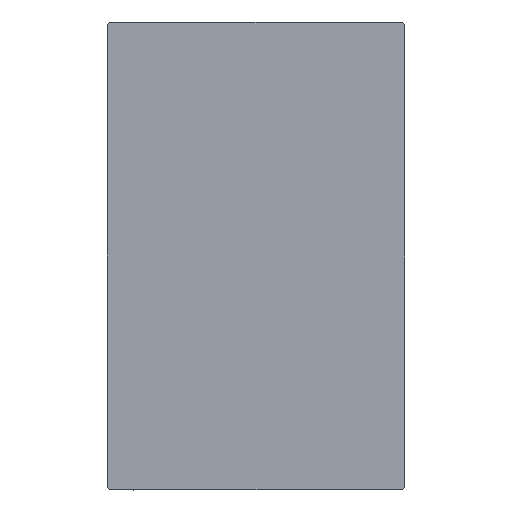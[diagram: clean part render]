
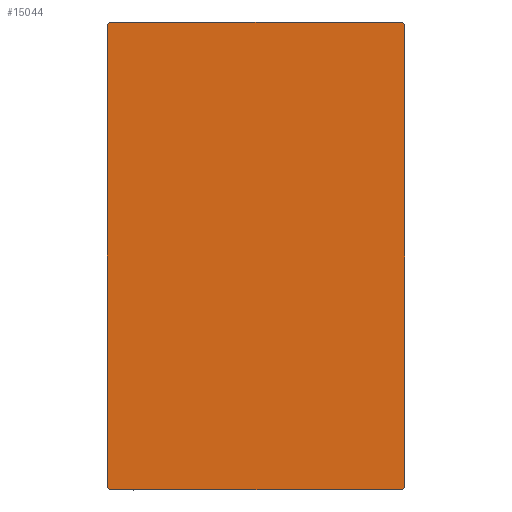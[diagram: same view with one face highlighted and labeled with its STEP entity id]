
A CAD part, left-side view. The second image highlights one B-rep face of the part: STEP entity #15044.
In plain terms, the highlighted face is planar.
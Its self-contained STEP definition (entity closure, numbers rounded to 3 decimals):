
#15 = VERTEX_POINT ( 'NONE', #30583 ) ;
#577 = DIRECTION ( 'NONE',  ( 0., 1., 0. ) ) ;
#1426 = ORIENTED_EDGE ( 'NONE', *, *, #13612, .T. ) ;
#3110 = EDGE_CURVE ( 'NONE', #23059, #30443, #36138, .T. ) ;
#3441 = VECTOR ( 'NONE', #15751, 1000. ) ;
#3876 = VERTEX_POINT ( 'NONE', #22593 ) ;
#4695 = VECTOR ( 'NONE', #29714, 1000. ) ;
#5444 = CARTESIAN_POINT ( 'NONE',  ( 76., -22.35, -22.35 ) ) ;
#6216 = CARTESIAN_POINT ( 'NONE',  ( 76., 17.5, 27.2 ) ) ;
#6323 = CARTESIAN_POINT ( 'NONE',  ( 76., 17.5, -27.5 ) ) ;
#7321 = EDGE_CURVE ( 'NONE', #33414, #21302, #12053, .T. ) ;
#7446 = ORIENTED_EDGE ( 'NONE', *, *, #3110, .T. ) ;
#7514 = AXIS2_PLACEMENT_3D ( 'NONE', #19484, #42945, #12909 ) ;
#7662 = EDGE_LOOP ( 'NONE', ( #9411, #12655, #7446, #10304, #37257, #1426, #23788, #22754 ) ) ;
#8175 = VECTOR ( 'NONE', #577, 1000. ) ;
#8548 = VECTOR ( 'NONE', #22435, 1000. ) ;
#9411 = ORIENTED_EDGE ( 'NONE', *, *, #12249, .T. ) ;
#10304 = ORIENTED_EDGE ( 'NONE', *, *, #12612, .T. ) ;
#12053 = LINE ( 'NONE', #35513, #19936 ) ;
#12249 = EDGE_CURVE ( 'NONE', #3876, #23944, #30602, .T. ) ;
#12612 = EDGE_CURVE ( 'NONE', #30443, #15, #38705, .T. ) ;
#12615 = DIRECTION ( 'NONE',  ( 0., -0.707, 0.707 ) ) ;
#12655 = ORIENTED_EDGE ( 'NONE', *, *, #35807, .T. ) ;
#12909 = DIRECTION ( 'NONE',  ( 0., 0., -1. ) ) ;
#13612 = EDGE_CURVE ( 'NONE', #32862, #33414, #20697, .T. ) ;
#15044 = ADVANCED_FACE ( 'NONE', ( #36580 ), #36795, .T. ) ;
#15567 = DIRECTION ( 'NONE',  ( 0., 0., -1. ) ) ;
#15719 = CARTESIAN_POINT ( 'NONE',  ( 76., -17.2, 27.5 ) ) ;
#15751 = DIRECTION ( 'NONE',  ( 0., 0.707, -0.707 ) ) ;
#16393 = LINE ( 'NONE', #19887, #39458 ) ;
#16791 = CARTESIAN_POINT ( 'NONE',  ( 76., -17.5, 27.2 ) ) ;
#18941 = LINE ( 'NONE', #24868, #8548 ) ;
#19484 = CARTESIAN_POINT ( 'NONE',  ( 76., 0., 0. ) ) ;
#19886 = CARTESIAN_POINT ( 'NONE',  ( 76., -17.5, -27.5 ) ) ;
#19887 = CARTESIAN_POINT ( 'NONE',  ( 76., 17.5, 27.5 ) ) ;
#19936 = VECTOR ( 'NONE', #15567, 1000. ) ;
#20697 = LINE ( 'NONE', #34079, #4695 ) ;
#21302 = VERTEX_POINT ( 'NONE', #33806 ) ;
#22435 = DIRECTION ( 'NONE',  ( 0., 0.707, 0.707 ) ) ;
#22593 = CARTESIAN_POINT ( 'NONE',  ( 76., -17.2, -27.5 ) ) ;
#22754 = ORIENTED_EDGE ( 'NONE', *, *, #23767, .T. ) ;
#23059 = VERTEX_POINT ( 'NONE', #32830 ) ;
#23767 = EDGE_CURVE ( 'NONE', #21302, #3876, #38972, .T. ) ;
#23788 = ORIENTED_EDGE ( 'NONE', *, *, #7321, .T. ) ;
#23944 = VERTEX_POINT ( 'NONE', #26679 ) ;
#24868 = CARTESIAN_POINT ( 'NONE',  ( 76., 22.35, -22.35 ) ) ;
#26679 = CARTESIAN_POINT ( 'NONE',  ( 76., 17.2, -27.5 ) ) ;
#29714 = DIRECTION ( 'NONE',  ( 0., -0.707, -0.707 ) ) ;
#30443 = VERTEX_POINT ( 'NONE', #6216 ) ;
#30583 = CARTESIAN_POINT ( 'NONE',  ( 76., 17.2, 27.5 ) ) ;
#30602 = LINE ( 'NONE', #19886, #8175 ) ;
#32830 = CARTESIAN_POINT ( 'NONE',  ( 76., 17.5, -27.2 ) ) ;
#32862 = VERTEX_POINT ( 'NONE', #15719 ) ;
#33414 = VERTEX_POINT ( 'NONE', #16791 ) ;
#33806 = CARTESIAN_POINT ( 'NONE',  ( 76., -17.5, -27.2 ) ) ;
#34079 = CARTESIAN_POINT ( 'NONE',  ( 76., -22.35, 22.35 ) ) ;
#35513 = CARTESIAN_POINT ( 'NONE',  ( 76., -17.5, 27.5 ) ) ;
#35807 = EDGE_CURVE ( 'NONE', #23944, #23059, #18941, .T. ) ;
#36138 = LINE ( 'NONE', #6323, #40154 ) ;
#36580 = FACE_OUTER_BOUND ( 'NONE', #7662, .T. ) ;
#36795 = PLANE ( 'NONE',  #7514 ) ;
#37257 = ORIENTED_EDGE ( 'NONE', *, *, #39879, .T. ) ;
#38705 = LINE ( 'NONE', #42655, #38955 ) ;
#38955 = VECTOR ( 'NONE', #12615, 1000. ) ;
#38972 = LINE ( 'NONE', #5444, #3441 ) ;
#39458 = VECTOR ( 'NONE', #39842, 1000. ) ;
#39842 = DIRECTION ( 'NONE',  ( 0., -1., 0. ) ) ;
#39879 = EDGE_CURVE ( 'NONE', #15, #32862, #16393, .T. ) ;
#40154 = VECTOR ( 'NONE', #42501, 1000. ) ;
#42501 = DIRECTION ( 'NONE',  ( 0., 0., 1. ) ) ;
#42655 = CARTESIAN_POINT ( 'NONE',  ( 76., 22.35, 22.35 ) ) ;
#42945 = DIRECTION ( 'NONE',  ( 1., 0., 0. ) ) ;
